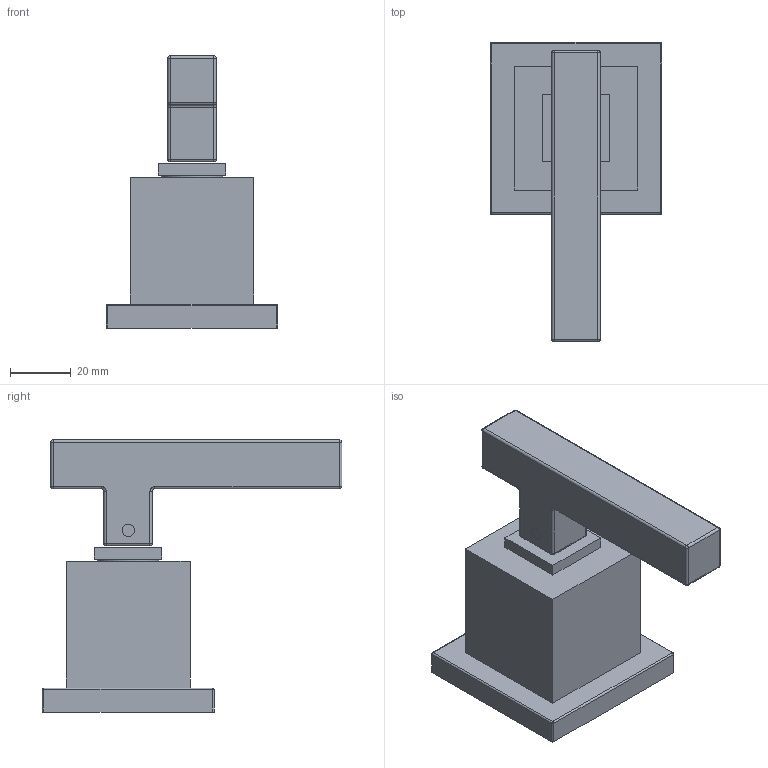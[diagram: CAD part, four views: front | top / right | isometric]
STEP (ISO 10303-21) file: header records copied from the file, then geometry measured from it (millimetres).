
FILE_DESCRIPTION((''),'2;1');
FILE_NAME('3-220H','2020-12-31T10:50:55',('jinson.thomas'),(''),'CREO PARAMETRIC BY PTC INC, 2018400','CREO PARAMETRIC BY PTC INC, 2018400','');
FILE_SCHEMA(('CONFIG_CONTROL_DESIGN'));
Length unit declared in the file: inch
Products named in the file (1): 3-220H
Bounding box: 56.39 x 98.3 x 89.28 mm (x, y, z)
Volume: 122438.7 mm3; surface area: 25223.7 mm2
Topology: 2 solids, 3 shells, 230 faces, 598 edges, 377 vertices
Faces by surface type: cylinder 92, plane 82, bspline 28, sphere 16, cone 8, torus 4
Entity records: 10006 total; most frequent: CARTESIAN_POINT 4683, ORIENTED_EDGE 1192, DIRECTION 976, EDGE_CURVE 596, VERTEX_POINT 377, AXIS2_PLACEMENT_3D 376, EDGE_LOOP 237, FACE_OUTER_BOUND 230
